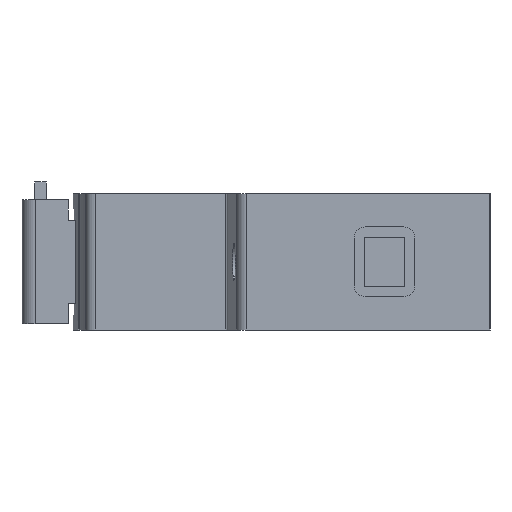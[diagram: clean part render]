
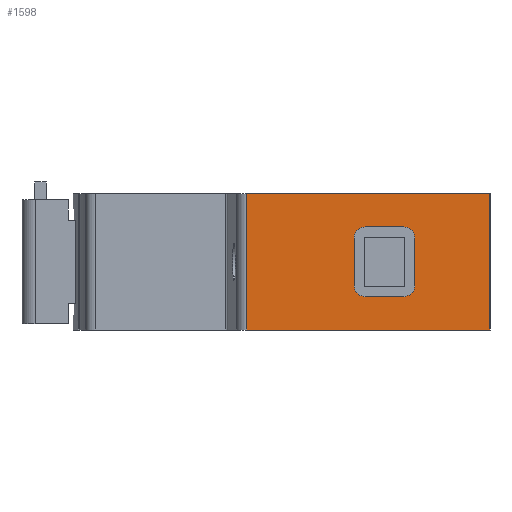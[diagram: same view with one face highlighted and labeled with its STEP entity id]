
A CAD part, left-side view. The second image highlights one B-rep face of the part: STEP entity #1598.
In plain terms, the highlighted planar face has unit normal (-1, 0, 0).
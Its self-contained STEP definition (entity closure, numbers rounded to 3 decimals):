
#72 = LINE ( 'NONE', #2359, #1867 ) ;
#81 = VERTEX_POINT ( 'NONE', #359 ) ;
#132 = DIRECTION ( 'NONE',  ( 1., 0., 0. ) ) ;
#137 = DIRECTION ( 'NONE',  ( 0., -1., 0. ) ) ;
#170 = DIRECTION ( 'NONE',  ( 0., 0., -1. ) ) ;
#185 = AXIS2_PLACEMENT_3D ( 'NONE', #1934, #2178, #2797 ) ;
#204 = LINE ( 'NONE', #1275, #2501 ) ;
#251 = ORIENTED_EDGE ( 'NONE', *, *, #405, .T. ) ;
#303 = CARTESIAN_POINT ( 'NONE',  ( -47.5, 11.1, 18.2 ) ) ;
#317 = VERTEX_POINT ( 'NONE', #1897 ) ;
#359 = CARTESIAN_POINT ( 'NONE',  ( -47.5, 42.119, 0. ) ) ;
#375 = CARTESIAN_POINT ( 'NONE',  ( -47.5, 8.9, 8.8 ) ) ;
#405 = EDGE_CURVE ( 'NONE', #940, #1080, #552, .T. ) ;
#434 = ORIENTED_EDGE ( 'NONE', *, *, #493, .T. ) ;
#451 = CIRCLE ( 'NONE', #185, 2.2 ) ;
#464 = VECTOR ( 'NONE', #694, 1000. ) ;
#466 = VERTEX_POINT ( 'NONE', #375 ) ;
#474 = ORIENTED_EDGE ( 'NONE', *, *, #1924, .T. ) ;
#493 = EDGE_CURVE ( 'NONE', #2857, #665, #451, .T. ) ;
#522 = DIRECTION ( 'NONE',  ( 1., 0., 0. ) ) ;
#533 = DIRECTION ( 'NONE',  ( 1., 0., 0. ) ) ;
#552 = CIRCLE ( 'NONE', #1402, 2.2 ) ;
#570 = CARTESIAN_POINT ( 'NONE',  ( -47.5, -6., 0. ) ) ;
#581 = ORIENTED_EDGE ( 'NONE', *, *, #2086, .T. ) ;
#582 = PLANE ( 'NONE',  #1200 ) ;
#593 = DIRECTION ( 'NONE',  ( 0., 1., 0. ) ) ;
#607 = CARTESIAN_POINT ( 'NONE',  ( -47.5, 20.9, 8.8 ) ) ;
#614 = ORIENTED_EDGE ( 'NONE', *, *, #1562, .T. ) ;
#616 = CARTESIAN_POINT ( 'NONE',  ( -47.5, 8.9, 27. ) ) ;
#637 = CARTESIAN_POINT ( 'NONE',  ( -47.5, 42.119, 27. ) ) ;
#665 = VERTEX_POINT ( 'NONE', #1303 ) ;
#694 = DIRECTION ( 'NONE',  ( 0., 0., -1. ) ) ;
#696 = VERTEX_POINT ( 'NONE', #637 ) ;
#739 = VECTOR ( 'NONE', #1935, 1000. ) ;
#768 = CARTESIAN_POINT ( 'NONE',  ( -47.5, 42.119, 27. ) ) ;
#808 = FACE_BOUND ( 'NONE', #1692, .T. ) ;
#831 = EDGE_CURVE ( 'NONE', #2294, #1559, #858, .T. ) ;
#858 = LINE ( 'NONE', #2507, #2686 ) ;
#887 = ORIENTED_EDGE ( 'NONE', *, *, #2628, .T. ) ;
#903 = EDGE_LOOP ( 'NONE', ( #2778, #2726, #1619, #1286 ) ) ;
#906 = ORIENTED_EDGE ( 'NONE', *, *, #1464, .T. ) ;
#940 = VERTEX_POINT ( 'NONE', #1225 ) ;
#990 = AXIS2_PLACEMENT_3D ( 'NONE', #303, #533, #2313 ) ;
#1019 = DIRECTION ( 'NONE',  ( 0., -1., 0. ) ) ;
#1080 = VERTEX_POINT ( 'NONE', #607 ) ;
#1110 = EDGE_CURVE ( 'NONE', #2123, #466, #2806, .T. ) ;
#1161 = CIRCLE ( 'NONE', #990, 2.2 ) ;
#1200 = AXIS2_PLACEMENT_3D ( 'NONE', #2390, #1707, #593 ) ;
#1225 = CARTESIAN_POINT ( 'NONE',  ( -47.5, 18.7, 6.6 ) ) ;
#1275 = CARTESIAN_POINT ( 'NONE',  ( -47.5, 20.9, 27. ) ) ;
#1286 = ORIENTED_EDGE ( 'NONE', *, *, #2245, .T. ) ;
#1303 = CARTESIAN_POINT ( 'NONE',  ( -47.5, 18.7, 20.4 ) ) ;
#1322 = AXIS2_PLACEMENT_3D ( 'NONE', #2320, #522, #1883 ) ;
#1402 = AXIS2_PLACEMENT_3D ( 'NONE', #2567, #132, #1403 ) ;
#1403 = DIRECTION ( 'NONE',  ( 0., 1., 0. ) ) ;
#1464 = EDGE_CURVE ( 'NONE', #317, #2123, #1161, .T. ) ;
#1508 = CARTESIAN_POINT ( 'NONE',  ( -47.5, 8.9, 18.2 ) ) ;
#1520 = DIRECTION ( 'NONE',  ( 0., 0., 1. ) ) ;
#1559 = VERTEX_POINT ( 'NONE', #570 ) ;
#1562 = EDGE_CURVE ( 'NONE', #665, #317, #2038, .T. ) ;
#1598 = ADVANCED_FACE ( 'NONE', ( #808, #1724 ), #582, .F. ) ;
#1619 = ORIENTED_EDGE ( 'NONE', *, *, #2529, .F. ) ;
#1662 = CARTESIAN_POINT ( 'NONE',  ( -47.5, 42.119, 6.6 ) ) ;
#1692 = EDGE_LOOP ( 'NONE', ( #581, #434, #614, #906, #1884, #474, #887, #251 ) ) ;
#1707 = DIRECTION ( 'NONE',  ( 1., 0., 0. ) ) ;
#1724 = FACE_OUTER_BOUND ( 'NONE', #903, .T. ) ;
#1725 = LINE ( 'NONE', #2261, #464 ) ;
#1764 = LINE ( 'NONE', #768, #1798 ) ;
#1798 = VECTOR ( 'NONE', #1908, 1000. ) ;
#1825 = CARTESIAN_POINT ( 'NONE',  ( -47.5, 11.1, 6.6 ) ) ;
#1867 = VECTOR ( 'NONE', #1019, 1000. ) ;
#1883 = DIRECTION ( 'NONE',  ( 0., 1., 0. ) ) ;
#1884 = ORIENTED_EDGE ( 'NONE', *, *, #1110, .T. ) ;
#1897 = CARTESIAN_POINT ( 'NONE',  ( -47.5, 11.1, 20.4 ) ) ;
#1908 = DIRECTION ( 'NONE',  ( 0., -1., 0. ) ) ;
#1924 = EDGE_CURVE ( 'NONE', #466, #2299, #2321, .T. ) ;
#1933 = CARTESIAN_POINT ( 'NONE',  ( -47.5, 20.9, 18.2 ) ) ;
#1934 = CARTESIAN_POINT ( 'NONE',  ( -47.5, 18.7, 18.2 ) ) ;
#1935 = DIRECTION ( 'NONE',  ( 0., 1., 0. ) ) ;
#1977 = VECTOR ( 'NONE', #170, 1000. ) ;
#2038 = LINE ( 'NONE', #2130, #2291 ) ;
#2060 = CARTESIAN_POINT ( 'NONE',  ( -47.5, -6., 27. ) ) ;
#2084 = DIRECTION ( 'NONE',  ( 0., 0., -1. ) ) ;
#2086 = EDGE_CURVE ( 'NONE', #1080, #2857, #204, .T. ) ;
#2123 = VERTEX_POINT ( 'NONE', #1508 ) ;
#2130 = CARTESIAN_POINT ( 'NONE',  ( -47.5, 42.119, 20.4 ) ) ;
#2178 = DIRECTION ( 'NONE',  ( 1., 0., 0. ) ) ;
#2245 = EDGE_CURVE ( 'NONE', #696, #81, #1725, .T. ) ;
#2261 = CARTESIAN_POINT ( 'NONE',  ( -47.5, 42.119, 27. ) ) ;
#2291 = VECTOR ( 'NONE', #137, 1000. ) ;
#2294 = VERTEX_POINT ( 'NONE', #2060 ) ;
#2299 = VERTEX_POINT ( 'NONE', #1825 ) ;
#2313 = DIRECTION ( 'NONE',  ( 0., 1., 0. ) ) ;
#2320 = CARTESIAN_POINT ( 'NONE',  ( -47.5, 11.1, 8.8 ) ) ;
#2321 = CIRCLE ( 'NONE', #1322, 2.2 ) ;
#2359 = CARTESIAN_POINT ( 'NONE',  ( -47.5, 42.119, 0. ) ) ;
#2390 = CARTESIAN_POINT ( 'NONE',  ( -47.5, 42.119, 27. ) ) ;
#2501 = VECTOR ( 'NONE', #1520, 1000. ) ;
#2507 = CARTESIAN_POINT ( 'NONE',  ( -47.5, -6., 27. ) ) ;
#2529 = EDGE_CURVE ( 'NONE', #696, #2294, #1764, .T. ) ;
#2549 = EDGE_CURVE ( 'NONE', #81, #1559, #72, .T. ) ;
#2567 = CARTESIAN_POINT ( 'NONE',  ( -47.5, 18.7, 8.8 ) ) ;
#2628 = EDGE_CURVE ( 'NONE', #2299, #940, #2675, .T. ) ;
#2675 = LINE ( 'NONE', #1662, #739 ) ;
#2686 = VECTOR ( 'NONE', #2084, 1000. ) ;
#2726 = ORIENTED_EDGE ( 'NONE', *, *, #831, .F. ) ;
#2778 = ORIENTED_EDGE ( 'NONE', *, *, #2549, .T. ) ;
#2797 = DIRECTION ( 'NONE',  ( 0., 1., 0. ) ) ;
#2806 = LINE ( 'NONE', #616, #1977 ) ;
#2857 = VERTEX_POINT ( 'NONE', #1933 ) ;
